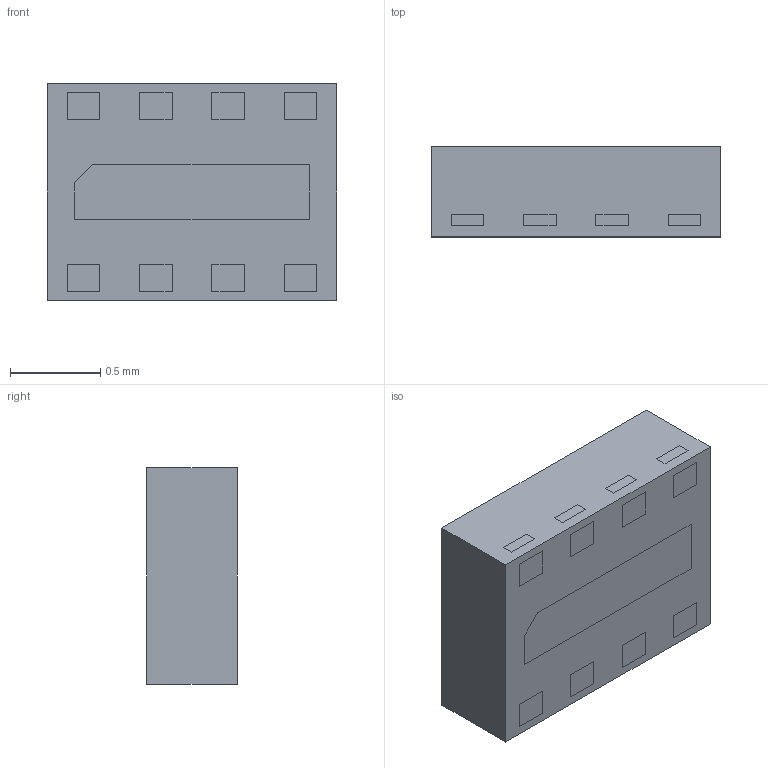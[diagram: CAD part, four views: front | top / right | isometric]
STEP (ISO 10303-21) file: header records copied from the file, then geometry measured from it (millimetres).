
FILE_DESCRIPTION (( 'STEP AP214' ), '1' );
FILE_NAME ('02E44332-864C-4788-B0C1-F92ED37CE859.STEP', '2023-04-15T15:12:50', ( '' ), ( '' ), 'SwSTEP 2.0', 'SolidWorks 2022', '' );
FILE_SCHEMA (( 'AUTOMOTIVE_DESIGN' ));
Length unit declared in the file: millimetre
Products named in the file (1): 02E44332-864C-4788-B0C1-F92ED37CE859
Bounding box: 1.6 x 0.5 x 1.2 mm (x, y, z)
Volume: 1 mm3; surface area: 10.3 mm2
Topology: 14 solids, 14 shells, 150 faces, 360 edges, 240 vertices
Faces by surface type: plane 148, cylinder 2
Entity records: 4462 total; most frequent: CARTESIAN_POINT 751, ORIENTED_EDGE 720, DIRECTION 666, EDGE_CURVE 360, VECTOR 356, LINE 356, VERTEX_POINT 240, EDGE_LOOP 168
